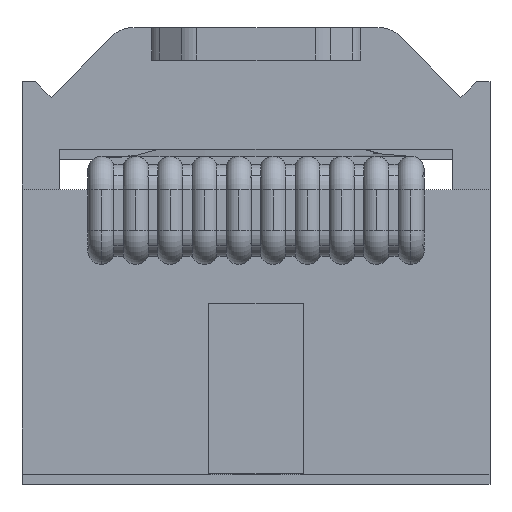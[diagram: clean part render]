
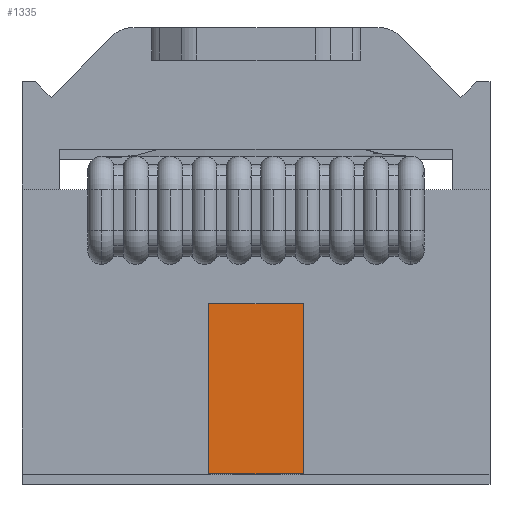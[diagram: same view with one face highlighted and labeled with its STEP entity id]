
A CAD part, top view. The second image highlights one B-rep face of the part: STEP entity #1335.
In plain terms, the highlighted planar face has unit normal (0, 0, 1).
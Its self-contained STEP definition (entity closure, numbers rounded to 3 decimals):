
#1311 = EDGE_CURVE ( 'NONE', #12152, #13166, #15087, .T. ) ;
#1335 = ADVANCED_FACE ( 'NONE', ( #17189 ), #16100, .T. ) ;
#1990 = EDGE_CURVE ( 'NONE', #13145, #12144, #13720, .T. ) ;
#2014 = EDGE_CURVE ( 'NONE', #13166, #13145, #13746, .T. ) ;
#2974 = VECTOR ( 'NONE', #14924, 1000. ) ;
#3006 = VECTOR ( 'NONE', #8851, 1000. ) ;
#4756 = AXIS2_PLACEMENT_3D ( 'NONE', #16099, #16098, #16095 ) ;
#4836 = LINE ( 'NONE', #13322, #11337 ) ;
#5600 = EDGE_CURVE ( 'NONE', #12144, #12152, #4836, .T. ) ;
#7791 = ORIENTED_EDGE ( 'NONE', *, *, #5600, .T. ) ;
#7793 = ORIENTED_EDGE ( 'NONE', *, *, #1311, .T. ) ;
#7794 = ORIENTED_EDGE ( 'NONE', *, *, #2014, .T. ) ;
#7795 = ORIENTED_EDGE ( 'NONE', *, *, #1990, .T. ) ;
#8850 = CARTESIAN_POINT ( 'NONE',  ( -22.969, 170.549, 3.9 ) ) ;
#8851 = DIRECTION ( 'NONE',  ( -1., 0., 0. ) ) ;
#11337 = VECTOR ( 'NONE', #13323, 1000. ) ;
#11816 = VECTOR ( 'NONE', #16196, 1000. ) ;
#12144 = VERTEX_POINT ( 'NONE', #16534 ) ;
#12152 = VERTEX_POINT ( 'NONE', #16542 ) ;
#13145 = VERTEX_POINT ( 'NONE', #16809 ) ;
#13166 = VERTEX_POINT ( 'NONE', #16821 ) ;
#13322 = CARTESIAN_POINT ( 'NONE',  ( -26.469, 164.249, 3.9 ) ) ;
#13323 = DIRECTION ( 'NONE',  ( 1., 0., 0. ) ) ;
#13720 = LINE ( 'NONE', #14923, #2974 ) ;
#13746 = LINE ( 'NONE', #8850, #3006 ) ;
#14219 = EDGE_LOOP ( 'NONE', ( #7793, #7794, #7795, #7791 ) ) ;
#14923 = CARTESIAN_POINT ( 'NONE',  ( -26.469, 170.549, 3.9 ) ) ;
#14924 = DIRECTION ( 'NONE',  ( 0., -1., 0. ) ) ;
#15087 = LINE ( 'NONE', #16197, #11816 ) ;
#16095 = DIRECTION ( 'NONE',  ( 1., 0., 0. ) ) ;
#16098 = DIRECTION ( 'NONE',  ( 0., 0., 1. ) ) ;
#16099 = CARTESIAN_POINT ( 'NONE',  ( -22.969, 170.549, 3.9 ) ) ;
#16100 = PLANE ( 'NONE',  #4756 ) ;
#16196 = DIRECTION ( 'NONE',  ( 0., 1., 0. ) ) ;
#16197 = CARTESIAN_POINT ( 'NONE',  ( -22.969, 164.249, 3.9 ) ) ;
#16534 = CARTESIAN_POINT ( 'NONE',  ( -26.469, 164.249, 3.9 ) ) ;
#16542 = CARTESIAN_POINT ( 'NONE',  ( -22.969, 164.249, 3.9 ) ) ;
#16809 = CARTESIAN_POINT ( 'NONE',  ( -26.469, 170.549, 3.9 ) ) ;
#16821 = CARTESIAN_POINT ( 'NONE',  ( -22.969, 170.549, 3.9 ) ) ;
#17189 = FACE_OUTER_BOUND ( 'NONE', #14219, .T. ) ;
